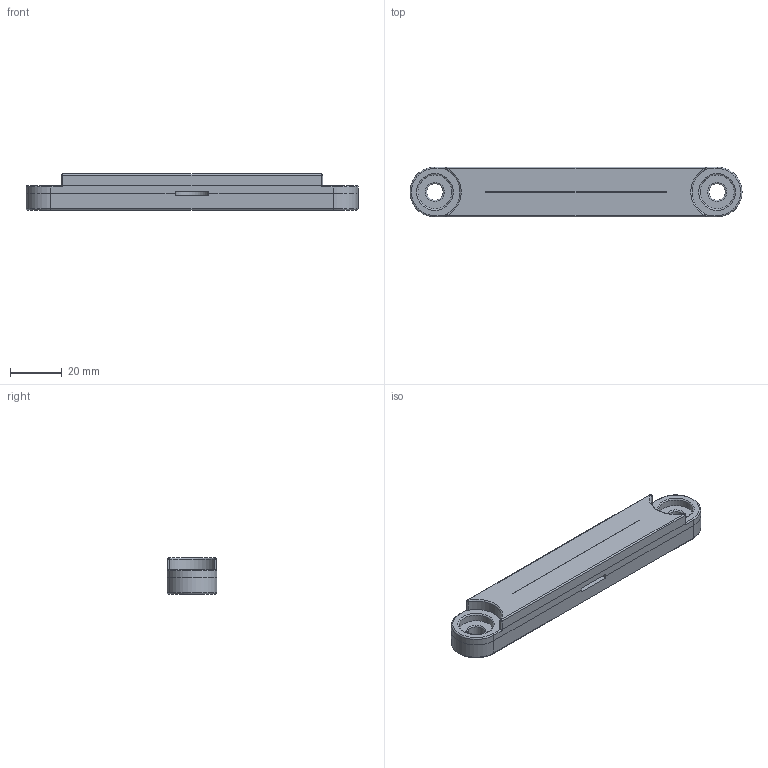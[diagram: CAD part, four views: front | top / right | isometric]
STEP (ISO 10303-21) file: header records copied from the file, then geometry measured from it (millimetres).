
FILE_DESCRIPTION(('FreeCAD Model'),'2;1');
FILE_NAME('Open CASCADE Shape Model','2024-01-09T00:45:46',('Author'),( ''),'Open CASCADE STEP processor 7.7','FreeCAD','Unknown');
FILE_SCHEMA(('AUTOMOTIVE_DESIGN { 1 0 10303 214 1 1 1 1 }'));
Length unit declared in the file: millimetre
Products named in the file (1): orb audio mount
Bounding box: 128.66 x 19.3 x 13.97 mm (x, y, z)
Volume: 29158.8 mm3; surface area: 11121.5 mm2
Topology: 1 solids, 1 shells, 61 faces, 145 edges, 84 vertices
Faces by surface type: cylinder 23, plane 22, torus 12, sphere 4
Full cylindrical faces by diameter (mm): 6.35 x2, 13.2 x2
Entity records: 1759 total; most frequent: DIRECTION 331, CARTESIAN_POINT 287, ORIENTED_EDGE 282, EDGE_CURVE 141, AXIS2_PLACEMENT_3D 128, VERTEX_POINT 84, LINE 75, VECTOR 75
